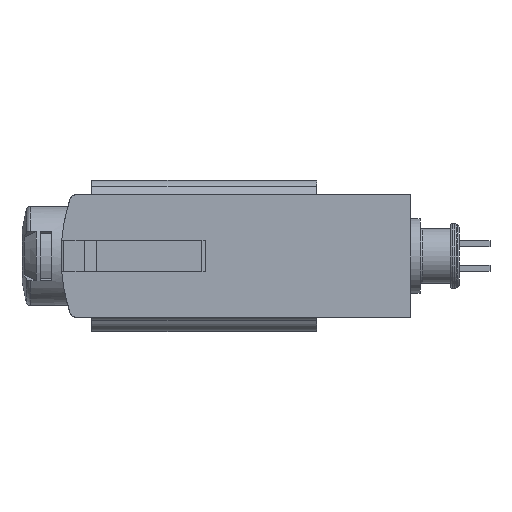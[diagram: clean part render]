
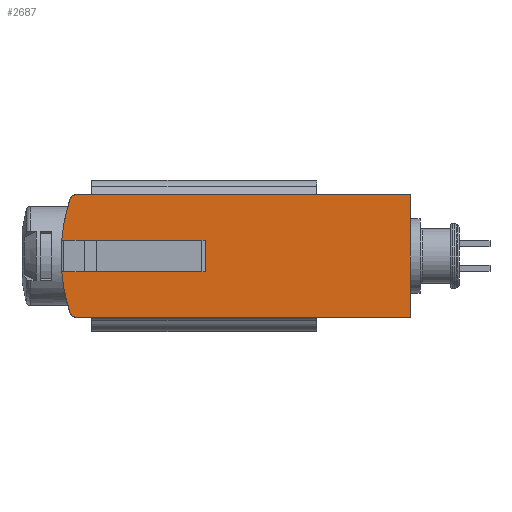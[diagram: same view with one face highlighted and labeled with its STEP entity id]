
A CAD part, left-side view. The second image highlights one B-rep face of the part: STEP entity #2687.
In plain terms, the highlighted planar face has unit normal (-1, 0, 0).
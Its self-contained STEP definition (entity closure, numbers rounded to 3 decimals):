
#40=PLANE('',#2948);
#156=CIRCLE('',#2838,15.);
#159=CIRCLE('',#2841,15.);
#205=CIRCLE('',#2904,0.5);
#222=CIRCLE('',#2949,0.5);
#338=LINE('',#4301,#565);
#359=LINE('',#4357,#586);
#375=LINE('',#4432,#602);
#376=LINE('',#4434,#603);
#377=LINE('',#4437,#604);
#378=LINE('',#4439,#605);
#565=VECTOR('',#3333,1000.);
#586=VECTOR('',#3382,1000.);
#602=VECTOR('',#3462,1000.);
#603=VECTOR('',#3465,1000.);
#604=VECTOR('',#3466,1000.);
#605=VECTOR('',#3469,1000.);
#964=ORIENTED_EDGE('',*,*,#1688,.T.);
#965=ORIENTED_EDGE('',*,*,#1689,.T.);
#966=ORIENTED_EDGE('',*,*,#1504,.F.);
#967=ORIENTED_EDGE('',*,*,#1625,.F.);
#968=ORIENTED_EDGE('',*,*,#1622,.T.);
#969=ORIENTED_EDGE('',*,*,#1687,.T.);
#970=ORIENTED_EDGE('',*,*,#1650,.F.);
#971=ORIENTED_EDGE('',*,*,#1690,.F.);
#972=ORIENTED_EDGE('',*,*,#1507,.F.);
#973=ORIENTED_EDGE('',*,*,#1691,.F.);
#1504=EDGE_CURVE('',#1886,#1887,#156,.T.);
#1507=EDGE_CURVE('',#1889,#1890,#159,.T.);
#1622=EDGE_CURVE('',#2000,#1999,#338,.T.);
#1625=EDGE_CURVE('',#2000,#1886,#205,.T.);
#1650=EDGE_CURVE('',#2020,#2021,#359,.T.);
#1687=EDGE_CURVE('',#1999,#2021,#375,.T.);
#1688=EDGE_CURVE('',#2040,#2041,#376,.T.);
#1689=EDGE_CURVE('',#2041,#1887,#377,.T.);
#1690=EDGE_CURVE('',#1890,#2020,#222,.T.);
#1691=EDGE_CURVE('',#2040,#1889,#378,.T.);
#1886=VERTEX_POINT('',#4010);
#1887=VERTEX_POINT('',#4012);
#1889=VERTEX_POINT('',#4016);
#1890=VERTEX_POINT('',#4018);
#1999=VERTEX_POINT('',#4300);
#2000=VERTEX_POINT('',#4302);
#2020=VERTEX_POINT('',#4356);
#2021=VERTEX_POINT('',#4358);
#2040=VERTEX_POINT('',#4435);
#2041=VERTEX_POINT('',#4436);
#2212=EDGE_LOOP('',(#964,#965,#966,#967,#968,#969,#970,#971,#972,#973));
#2435=FACE_BOUND('',#2212,.T.);
#2687=ADVANCED_FACE('',(#2435),#40,.F.);
#2838=AXIS2_PLACEMENT_3D('',#4011,#3151,#3152);
#2841=AXIS2_PLACEMENT_3D('',#4017,#3157,#3158);
#2904=AXIS2_PLACEMENT_3D('',#4306,#3339,#3340);
#2948=AXIS2_PLACEMENT_3D('',#4433,#3463,#3464);
#2949=AXIS2_PLACEMENT_3D('',#4438,#3467,#3468);
#3151=DIRECTION('',(1.,0.,0.));
#3152=DIRECTION('',(0.,0.,-1.));
#3157=DIRECTION('',(1.,0.,0.));
#3158=DIRECTION('',(0.,0.,-1.));
#3333=DIRECTION('',(0.,-1.,0.));
#3339=DIRECTION('',(1.,0.,0.));
#3340=DIRECTION('',(0.,0.,-1.));
#3382=DIRECTION('',(0.,-1.,0.));
#3462=DIRECTION('',(0.,0.,1.));
#3463=DIRECTION('',(1.,0.,0.));
#3464=DIRECTION('',(0.,0.,-1.));
#3465=DIRECTION('',(0.,0.,-1.));
#3466=DIRECTION('',(0.,1.,0.));
#3467=DIRECTION('',(1.,0.,0.));
#3468=DIRECTION('',(0.,0.,-1.));
#3469=DIRECTION('',(0.,1.,0.));
#4010=CARTESIAN_POINT('',(-102.4,20.109,-4.655));
#4011=CARTESIAN_POINT('',(-102.4,5.85,0.));
#4012=CARTESIAN_POINT('',(-102.4,20.794,-1.3));
#4016=CARTESIAN_POINT('',(-102.4,20.794,1.3));
#4017=CARTESIAN_POINT('',(-102.4,5.85,0.));
#4018=CARTESIAN_POINT('',(-102.4,20.109,4.655));
#4300=CARTESIAN_POINT('',(-102.4,-7.65,-5.));
#4301=CARTESIAN_POINT('',(-102.4,23.,-5.));
#4302=CARTESIAN_POINT('',(-102.4,19.634,-5.));
#4306=CARTESIAN_POINT('',(-102.4,19.634,-4.5));
#4356=CARTESIAN_POINT('',(-102.4,19.634,5.));
#4357=CARTESIAN_POINT('',(-102.4,23.,5.));
#4358=CARTESIAN_POINT('',(-102.4,-7.65,5.));
#4432=CARTESIAN_POINT('',(-102.4,-7.65,-5.));
#4433=CARTESIAN_POINT('',(-102.4,23.,-5.));
#4434=CARTESIAN_POINT('',(-102.4,9.05,1.3));
#4435=CARTESIAN_POINT('',(-102.4,9.05,1.3));
#4436=CARTESIAN_POINT('',(-102.4,9.05,-1.3));
#4437=CARTESIAN_POINT('',(-102.4,9.05,-1.3));
#4438=CARTESIAN_POINT('',(-102.4,19.634,4.5));
#4439=CARTESIAN_POINT('',(-102.4,9.05,1.3));
